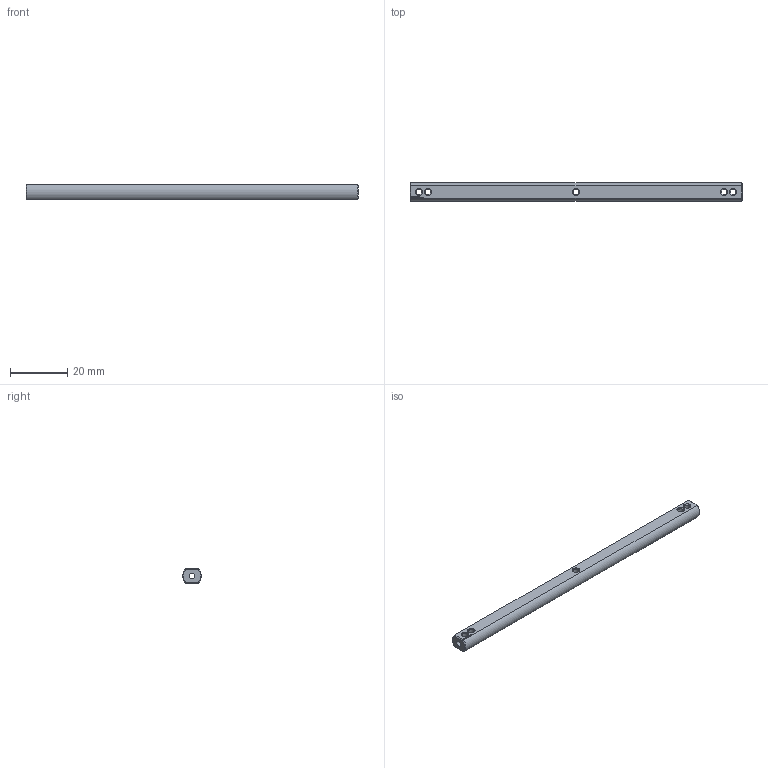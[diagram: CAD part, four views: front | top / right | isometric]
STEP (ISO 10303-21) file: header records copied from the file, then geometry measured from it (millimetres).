
FILE_DESCRIPTION(('FreeCAD Model'),'2;1');
FILE_NAME('Open CASCADE Shape Model','2024-02-04T22:42:24',(''),(''), 'Open CASCADE STEP processor 7.6','FreeCAD','Unknown');
FILE_SCHEMA(('AUTOMOTIVE_DESIGN { 1 0 10303 214 1 1 1 1 }'));
Length unit declared in the file: millimetre
Products named in the file (1): Shaft PLN BU09.25 - SPN-SFT-0037 (stemfie.org)
Bounding box: 115.62 x 6.6 x 5 mm (x, y, z)
Volume: 2990.1 mm3; surface area: 3116.9 mm2
Topology: 1 solids, 1 shells, 507 faces, 1423 edges, 938 vertices
Faces by surface type: plane 311, extrusion 160, cylinder 20, cone 16
Full cylindrical faces by diameter (mm): 2 x14
Entity records: 35342 total; most frequent: CARTESIAN_POINT 7959, DIRECTION 4465, VECTOR 3585, LINE 3425, ORIENTED_EDGE 2846, PCURVE 2846, DEFINITIONAL_REPRESENTATION 2846, EDGE_CURVE 1423
